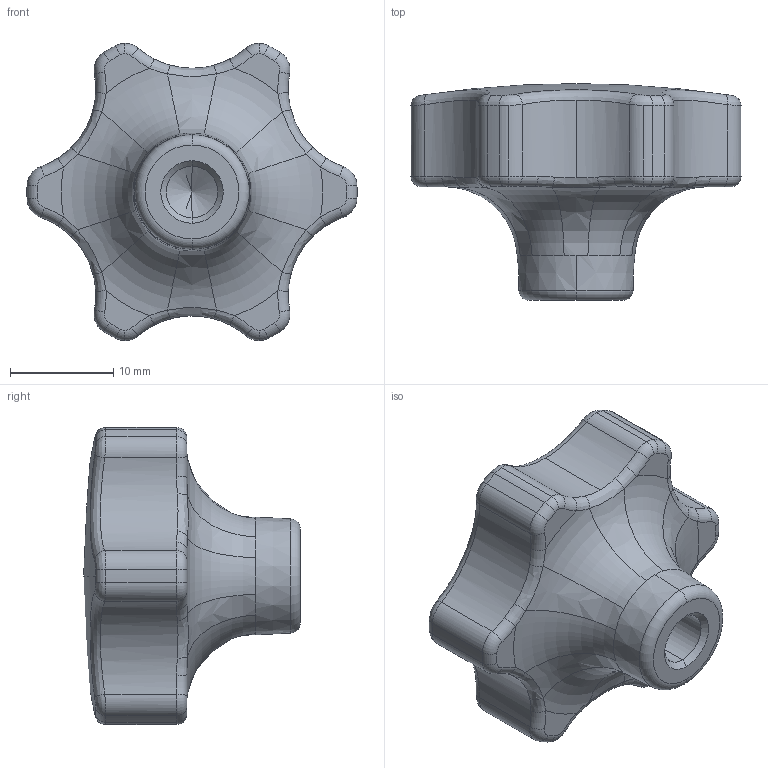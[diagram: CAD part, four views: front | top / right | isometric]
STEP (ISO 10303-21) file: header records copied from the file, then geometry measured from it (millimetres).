
FILE_DESCRIPTION (( 'STEP AP203' ), '1' );
FILE_NAME ('sone3D.STEP', '2015-07-15T05:02:30', ( '' ), ( '' ), 'SwSTEP 2.0', 'SolidWorks 2012', '' );
FILE_SCHEMA (( 'CONFIG_CONTROL_DESIGN' ));
Length unit declared in the file: millimetre
Products named in the file (1): sone3D
Bounding box: 32 x 21 x 28.8 mm (x, y, z)
Volume: 6885.2 mm3; surface area: 2616.5 mm2
Topology: 1 solids, 1 shells, 134 faces, 317 edges, 184 vertices
Faces by surface type: torus 48, bspline 42, cylinder 29, plane 7, cone 6, sphere 2
Entity records: 5458 total; most frequent: CARTESIAN_POINT 2500, ORIENTED_EDGE 630, DIRECTION 613, EDGE_CURVE 315, AXIS2_PLACEMENT_3D 289, CIRCLE 196, VERTEX_POINT 184, EDGE_LOOP 135
